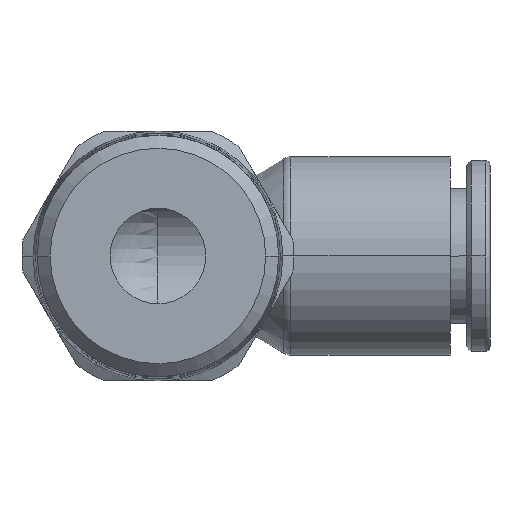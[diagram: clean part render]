
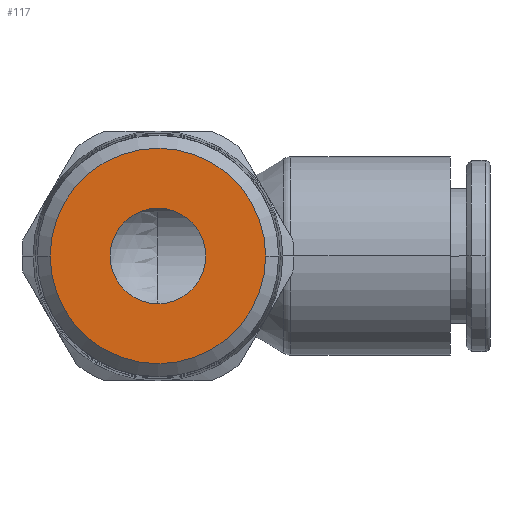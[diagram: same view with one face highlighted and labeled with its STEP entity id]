
A CAD part, front view. The second image highlights one B-rep face of the part: STEP entity #117.
In plain terms, the highlighted planar face has unit normal (0, -1, 0).
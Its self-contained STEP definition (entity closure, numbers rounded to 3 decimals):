
#117=ADVANCED_FACE('',(#315,#316),#317,.T.);
#315=FACE_BOUND('',#569,.T.);
#316=FACE_OUTER_BOUND('',#570,.T.);
#317=PLANE('',#571);
#569=EDGE_LOOP('',(#1242,#1243));
#570=EDGE_LOOP('',(#1244,#1245));
#571=AXIS2_PLACEMENT_3D('',#1246,#1247,#1248);
#1242=ORIENTED_EDGE('',*,*,#1756,.T.);
#1243=ORIENTED_EDGE('',*,*,#1847,.T.);
#1244=ORIENTED_EDGE('',*,*,#1743,.F.);
#1245=ORIENTED_EDGE('',*,*,#1854,.F.);
#1246=CARTESIAN_POINT('',(3.667,-9.7,0.0));
#1247=DIRECTION('',(-0.0,-1.0,-0.0));
#1248=DIRECTION('',(-1.0,0.0,0.0));
#1743=EDGE_CURVE('',#2136,#2139,#2140,.T.);
#1756=EDGE_CURVE('',#2158,#2162,#2164,.T.);
#1847=EDGE_CURVE('',#2162,#2158,#2308,.T.);
#1854=EDGE_CURVE('',#2139,#2136,#2317,.T.);
#2136=VERTEX_POINT('',#2825);
#2139=VERTEX_POINT('',#2829);
#2140=CIRCLE('',#2830,7.334);
#2158=VERTEX_POINT('',#2853);
#2162=VERTEX_POINT('',#2858);
#2164=CIRCLE('',#2861,3.25);
#2308=CIRCLE('',#3338,3.25);
#2317=CIRCLE('',#3347,7.334);
#2825=CARTESIAN_POINT('',(7.334,-9.7,0.0));
#2829=CARTESIAN_POINT('',(-7.334,-9.7,0.));
#2830=AXIS2_PLACEMENT_3D('',#4016,#4017,#4018);
#2853=CARTESIAN_POINT('',(3.25,-9.7,0.0));
#2858=CARTESIAN_POINT('',(-3.25,-9.7,0.));
#2861=AXIS2_PLACEMENT_3D('',#4041,#4042,#4043);
#3338=AXIS2_PLACEMENT_3D('',#4188,#4189,#4190);
#3347=AXIS2_PLACEMENT_3D('',#4209,#4210,#4211);
#4016=CARTESIAN_POINT('',(0.0,-9.7,0.0));
#4017=DIRECTION('',(-0.0,1.0,0.0));
#4018=DIRECTION('',(1.0,0.0,0.0));
#4041=CARTESIAN_POINT('',(0.0,-9.7,0.0));
#4042=DIRECTION('',(-0.0,1.0,0.0));
#4043=DIRECTION('',(1.0,0.0,0.0));
#4188=CARTESIAN_POINT('',(0.0,-9.7,0.0));
#4189=DIRECTION('',(-0.0,1.0,0.0));
#4190=DIRECTION('',(1.0,0.0,0.0));
#4209=CARTESIAN_POINT('',(0.0,-9.7,0.0));
#4210=DIRECTION('',(-0.0,1.0,0.0));
#4211=DIRECTION('',(1.0,0.0,0.0));
